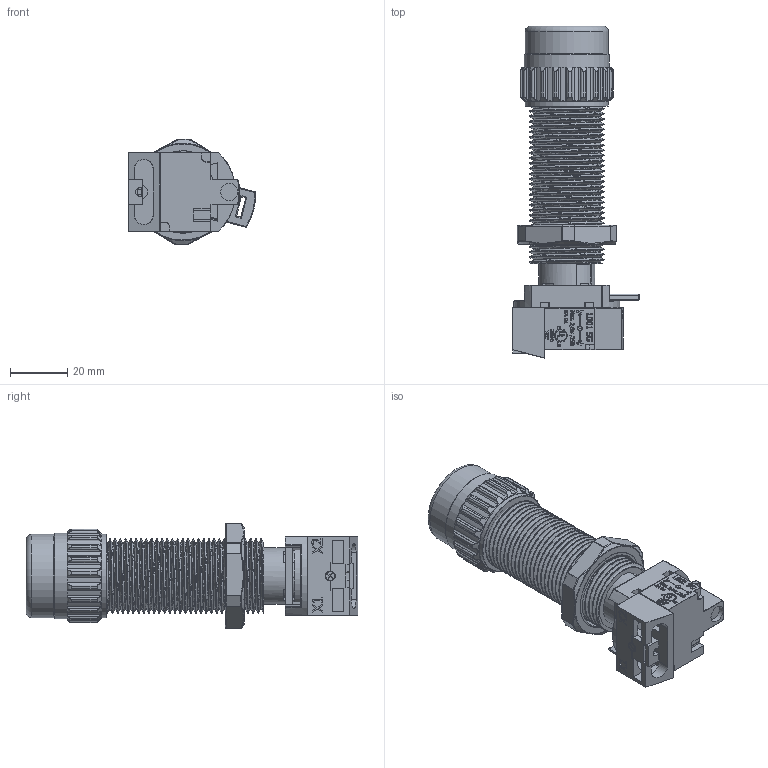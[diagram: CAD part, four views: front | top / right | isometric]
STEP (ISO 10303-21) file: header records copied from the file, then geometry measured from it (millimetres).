
FILE_DESCRIPTION(/* description */ (''),/* implementation_level */ '2;1');
FILE_NAME(/* name */ 'GZL3R24.iam.stp',/* time_stamp */ '2019-07-12T08:45:34-05:00',/* author */ ('kadelman'),/* organization */ (''),/* preprocessor_version */ 'ST-DEVELOPER v17',/* originating_system */ 'Autodesk Inventor 2018',/* authorisation */ '');
FILE_SCHEMA (('AUTOMOTIVE_DESIGN { 1 0 10303 214 3 1 1 }'));
Products named in the file (12): GZL3R24; CORPO1N 34NPSM EXTRA LONGO; ANEL 34NPSM; AR29 P VIDEO; ACOPLA L SG rev; 145; L001 UL; L001M UL; GAIOLA SG; GAIOLA PART 2; MOLDURA 3 NOVA; CANOPLAVM1_CPY_RED
Assembly tree (11 placements, depth 3):
  GZL3R24
    CORPO1N 34NPSM EXTRA LONGO
    ANEL 34NPSM
    AR29 P VIDEO
    ACOPLA L SG rev
    145
    L001 UL
      L001M UL
      GAIOLA SG
      GAIOLA PART 2
    MOLDURA 3 NOVA
    CANOPLAVM1_CPY_RED
Bounding box: 44.3 x 115.67 x 36.87 mm (x, y, z)
Volume: 52428.2 mm3; surface area: 50950.5 mm2
Topology: 17 solids, 17 shells, 1844 faces, 4994 edges, 3264 vertices
Faces by surface type: plane 808, bspline 486, cylinder 432, torus 75, sphere 24, cone 19
Full cylindrical faces by diameter (mm): 0.362 x2, 3 x1, 3.1 x2, 3.9 x1, 4.5 x1, 5.4 x2, 6 x1, 8 x1, 14.517 x2, 15 x1, 16 x11, 17.483 x2, 19.5 x1, 20 x1, 22 x1, 22.517 x2, 23 x1, 23.31 x2, 23.6 x1, 24 x5, 24.483 x1, 25.017 x1, 26 x34, 26.7 x4, 28.183 x2, 28.69 x2, 29 x2, 29.7 x1
Entity records: 117071 total; most frequent: CARTESIAN_POINT 71981, ORIENTED_EDGE 9952, DIRECTION 7404, EDGE_CURVE 4976, VERTEX_POINT 3259, LINE 2534, VECTOR 2534, AXIS2_PLACEMENT_3D 2435
